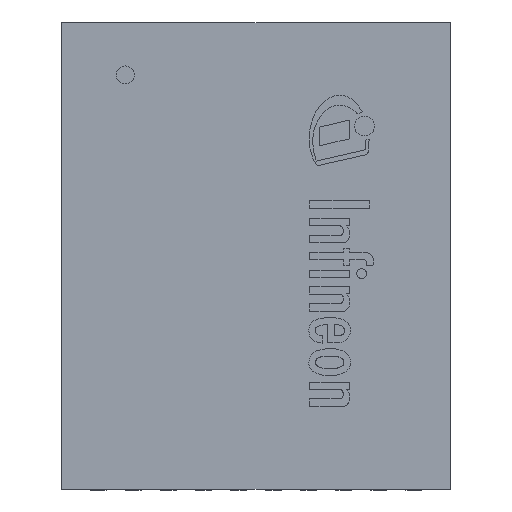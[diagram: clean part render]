
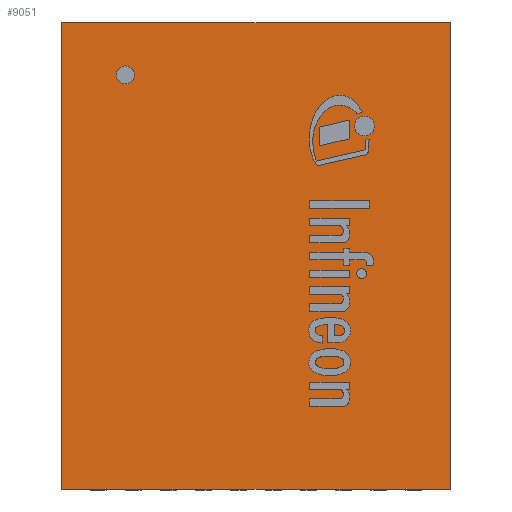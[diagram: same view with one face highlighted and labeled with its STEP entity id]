
A CAD part, top view. The second image highlights one B-rep face of the part: STEP entity #9051.
In plain terms, the highlighted planar face has unit normal (0, 0, 1).
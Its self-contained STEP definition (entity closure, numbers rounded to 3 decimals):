
#141=LINE('',#12680,#1301);
#145=LINE('',#12688,#1305);
#148=LINE('',#12694,#1308);
#151=LINE('',#12699,#1311);
#1301=VECTOR('',#10246,1.);
#1305=VECTOR('',#10252,1.);
#1308=VECTOR('',#10257,1.);
#1311=VECTOR('',#10262,1.);
#2467=PLANE('',#9606);
#2892=FACE_BOUND('',#3426,.T.);
#2907=FACE_OUTER_BOUND('',#3425,.T.);
#3425=EDGE_LOOP('',(#6330,#6331,#6332,#6333));
#3426=EDGE_LOOP('',(#6334));
#3944=CIRCLE('',#9599,0.115);
#4082=VERTEX_POINT('',#12674);
#4083=VERTEX_POINT('',#12678);
#4084=VERTEX_POINT('',#12679);
#4087=VERTEX_POINT('',#12687);
#4089=VERTEX_POINT('',#12693);
#4974=EDGE_CURVE('',#4082,#4082,#3944,.T.);
#4975=EDGE_CURVE('',#4083,#4084,#141,.T.);
#4979=EDGE_CURVE('',#4087,#4083,#145,.T.);
#4982=EDGE_CURVE('',#4089,#4087,#148,.T.);
#4985=EDGE_CURVE('',#4084,#4089,#151,.T.);
#6330=ORIENTED_EDGE('',*,*,#4985,.F.);
#6331=ORIENTED_EDGE('',*,*,#4975,.F.);
#6332=ORIENTED_EDGE('',*,*,#4979,.F.);
#6333=ORIENTED_EDGE('',*,*,#4982,.F.);
#6334=ORIENTED_EDGE('',*,*,#4974,.T.);
#9051=ADVANCED_FACE('',(#2907,#2892),#2467,.T.);
#9599=AXIS2_PLACEMENT_3D('',#12675,#10240,#10241);
#9606=AXIS2_PLACEMENT_3D('',#12702,#10266,#10267);
#10240=DIRECTION('center_axis',(0.,0.,-1.));
#10241=DIRECTION('ref_axis',(0.,1.,0.));
#10246=DIRECTION('',(1.,0.,0.));
#10252=DIRECTION('',(0.,1.,0.));
#10257=DIRECTION('',(-1.,0.,0.));
#10262=DIRECTION('',(0.,-1.,0.));
#10266=DIRECTION('center_axis',(0.,0.,1.));
#10267=DIRECTION('ref_axis',(0.,-1.,0.));
#12674=CARTESIAN_POINT('',(-1.675,2.204,1.));
#12675=CARTESIAN_POINT('Origin',(-1.675,2.319,1.));
#12678=CARTESIAN_POINT('',(-2.49,2.99,1.));
#12679=CARTESIAN_POINT('',(2.49,2.99,1.));
#12680=CARTESIAN_POINT('',(-2.49,2.99,1.));
#12687=CARTESIAN_POINT('',(-2.49,-2.99,1.));
#12688=CARTESIAN_POINT('',(-2.49,-2.99,1.));
#12693=CARTESIAN_POINT('',(2.49,-2.99,1.));
#12694=CARTESIAN_POINT('',(2.49,-2.99,1.));
#12699=CARTESIAN_POINT('',(2.49,2.99,1.));
#12702=CARTESIAN_POINT('Origin',(0.,0.,1.));
